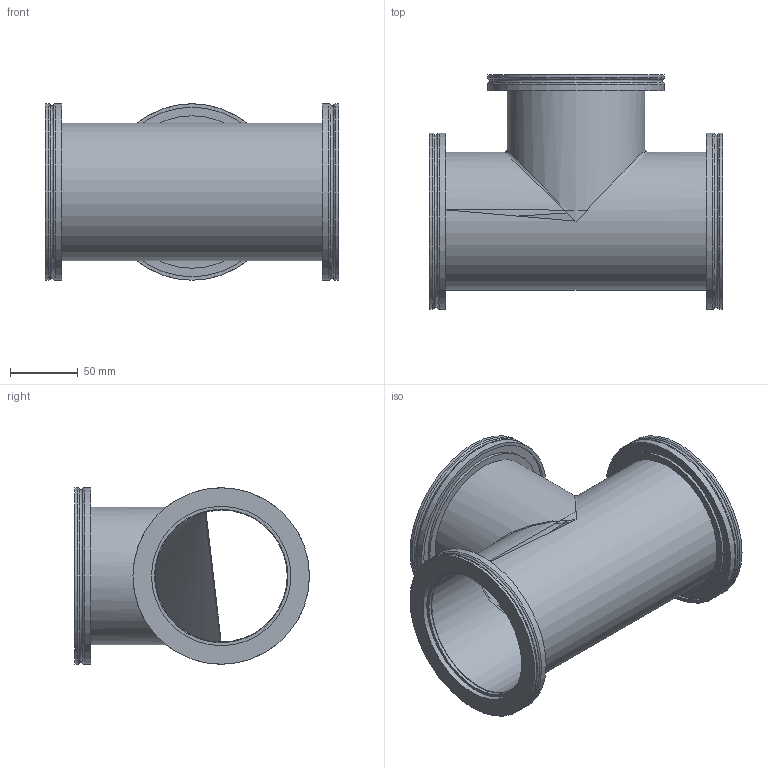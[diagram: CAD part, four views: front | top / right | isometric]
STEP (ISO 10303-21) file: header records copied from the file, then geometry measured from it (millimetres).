
FILE_DESCRIPTION (( 'STEP AP214' ), '1' );
FILE_NAME ('TE1ISOK100 FULLVAC.STEP', '2019-10-16T07:11:22', ( '' ), ( '' ), 'SwSTEP 2.0', 'SolidWorks 2017', '' );
FILE_SCHEMA (( 'AUTOMOTIVE_DESIGN' ));
Length unit declared in the file: millimetre
Products named in the file (3): 2^TE1ISOK100 FULLVAC; 1^TE1ISOK100 FULLVAC; TE1ISOK100 FULLVAC
Assembly tree (4 placements, depth 2):
  TE1ISOK100 FULLVAC
    1^TE1ISOK100 FULLVAC
    2^TE1ISOK100 FULLVAC  x3
Bounding box: 216 x 173 x 130 mm (x, y, z)
Volume: 333538.1 mm3; surface area: 219448.8 mm2
Topology: 4 solids, 4 shells, 65 faces, 133 edges, 79 vertices
Faces by surface type: cylinder 25, plane 21, bspline 16, cone 3
Full cylindrical faces by diameter (mm): 97.38 x2, 98.3 x3, 101.6 x5, 102.7 x3, 112.3 x3, 125 x3, 130 x6
Entity records: 3630 total; most frequent: CARTESIAN_POINT 2727, DIRECTION 102, ORIENTED_EDGE 64, EDGE_LOOP 56, AXIS2_PLACEMENT_3D 51, FACE_OUTER_BOUND 44, UNCERTAINTY_MEASURE_WITH_UNIT 36, COLOUR_RGB 33
